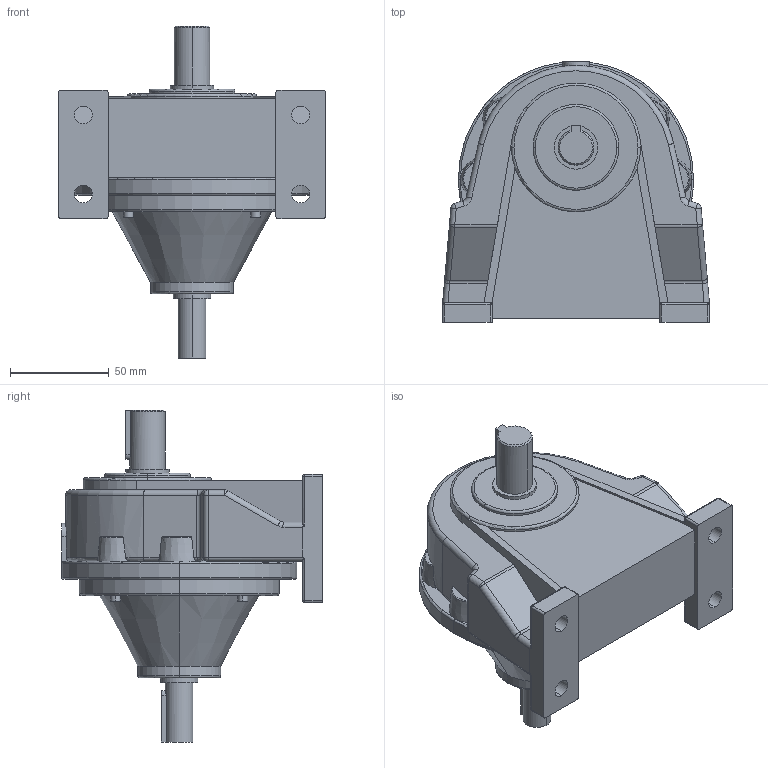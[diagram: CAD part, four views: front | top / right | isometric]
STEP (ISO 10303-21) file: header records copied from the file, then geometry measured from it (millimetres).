
FILE_DESCRIPTION (( 'STEP AP214' ), '1' );
FILE_NAME ('STP_18_200W 1罕4HP_HO梓袧_1.step', '2021-12-06T08:59:17', ( 'IT Division' ), ( 'IT' ), 'SwSTEP 2.0', 'SolidWorks 2016', '' );
FILE_SCHEMA (( 'AUTOMOTIVE_DESIGN' ));
Length unit declared in the file: millimetre
Products named in the file (1): STP_18_200W 1罕4HP_HO梓袧_1
Bounding box: 135 x 132 x 168 mm (x, y, z)
Volume: 840844.9 mm3; surface area: 84563.5 mm2
Topology: 2 solids, 2 shells, 237 faces, 578 edges, 351 vertices
Faces by surface type: plane 92, cylinder 86, torus 37, sphere 13, cone 7, bspline 2
Entity records: 7506 total; most frequent: CARTESIAN_POINT 1619, DIRECTION 1225, ORIENTED_EDGE 1140, EDGE_CURVE 570, AXIS2_PLACEMENT_3D 472, VERTEX_POINT 351, VECTOR 281, LINE 281
